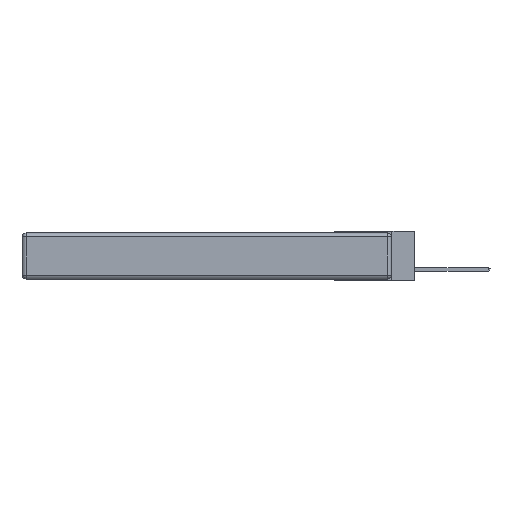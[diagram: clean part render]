
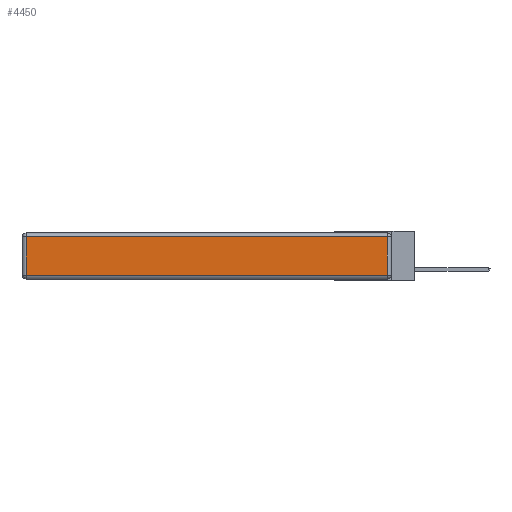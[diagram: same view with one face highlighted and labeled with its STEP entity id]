
A CAD part, left-side view. The second image highlights one B-rep face of the part: STEP entity #4450.
In plain terms, the highlighted planar face has unit normal (-1, 0, 0).
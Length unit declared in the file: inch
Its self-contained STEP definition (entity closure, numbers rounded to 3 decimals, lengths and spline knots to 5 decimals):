
#825 = CARTESIAN_POINT ( 'NONE',  ( 0., 2.75, -0.03 ) ) ;
#1316 = DIRECTION ( 'NONE',  ( 0., -1., 0. ) ) ;
#1652 = CARTESIAN_POINT ( 'NONE',  ( 0., 2.72, -0.313 ) ) ;
#2069 = DIRECTION ( 'NONE',  ( 0., 1., 0. ) ) ;
#2409 = DIRECTION ( 'NONE',  ( 0., 0., -1. ) ) ;
#2460 = VERTEX_POINT ( 'NONE', #1652 ) ;
#2679 = DIRECTION ( 'NONE',  ( 0., 0., 1. ) ) ;
#3306 = VECTOR ( 'NONE', #2069, 39.37008 ) ;
#3829 = CARTESIAN_POINT ( 'NONE',  ( 0., 2.72, -0.343 ) ) ;
#4450 = ADVANCED_FACE ( 'NONE', ( #13667 ), #9681, .T. ) ;
#4529 = EDGE_CURVE ( 'NONE', #9471, #9264, #8744, .T. ) ;
#4899 = ORIENTED_EDGE ( 'NONE', *, *, #7983, .T. ) ;
#5577 = AXIS2_PLACEMENT_3D ( 'NONE', #11960, #15664, #12113 ) ;
#6554 = CARTESIAN_POINT ( 'NONE',  ( 0., 2.72, -0.03 ) ) ;
#6832 = VECTOR ( 'NONE', #2679, 39.37008 ) ;
#7983 = EDGE_CURVE ( 'NONE', #9103, #2460, #13788, .T. ) ;
#8078 = LINE ( 'NONE', #10993, #15077 ) ;
#8366 = ORIENTED_EDGE ( 'NONE', *, *, #14155, .T. ) ;
#8497 = EDGE_CURVE ( 'NONE', #2460, #9471, #8078, .T. ) ;
#8744 = LINE ( 'NONE', #14825, #6832 ) ;
#9103 = VERTEX_POINT ( 'NONE', #6554 ) ;
#9264 = VERTEX_POINT ( 'NONE', #13081 ) ;
#9471 = VERTEX_POINT ( 'NONE', #11974 ) ;
#9681 = PLANE ( 'NONE',  #5577 ) ;
#10993 = CARTESIAN_POINT ( 'NONE',  ( 0., 0., -0.313 ) ) ;
#11600 = EDGE_LOOP ( 'NONE', ( #15119, #12008, #8366, #4899 ) ) ;
#11960 = CARTESIAN_POINT ( 'NONE',  ( 0., 0., -0.343 ) ) ;
#11974 = CARTESIAN_POINT ( 'NONE',  ( 0., 0.03, -0.313 ) ) ;
#12008 = ORIENTED_EDGE ( 'NONE', *, *, #4529, .T. ) ;
#12113 = DIRECTION ( 'NONE',  ( 0., 0., 1. ) ) ;
#13081 = CARTESIAN_POINT ( 'NONE',  ( 0., 0.03, -0.03 ) ) ;
#13592 = VECTOR ( 'NONE', #2409, 39.37008 ) ;
#13667 = FACE_OUTER_BOUND ( 'NONE', #11600, .T. ) ;
#13788 = LINE ( 'NONE', #3829, #13592 ) ;
#14155 = EDGE_CURVE ( 'NONE', #9264, #9103, #15450, .T. ) ;
#14825 = CARTESIAN_POINT ( 'NONE',  ( 0., 0.03, -0.343 ) ) ;
#15077 = VECTOR ( 'NONE', #1316, 39.37008 ) ;
#15119 = ORIENTED_EDGE ( 'NONE', *, *, #8497, .T. ) ;
#15450 = LINE ( 'NONE', #825, #3306 ) ;
#15664 = DIRECTION ( 'NONE',  ( -1., 0., 0. ) ) ;
